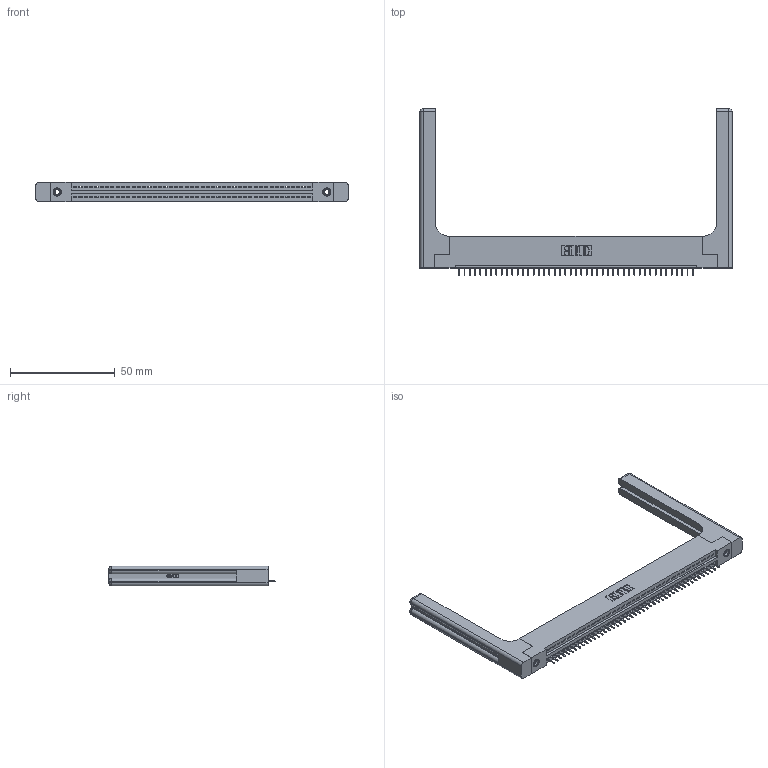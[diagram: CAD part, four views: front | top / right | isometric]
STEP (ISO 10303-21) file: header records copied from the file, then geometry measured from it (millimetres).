
FILE_DESCRIPTION (( 'STEP AP203' ), '1' );
FILE_NAME ('345-045-525-158.STEP', '2020-09-19T22:57:24', ( '' ), ( '' ), 'SwSTEP 2.0', 'SolidWorks 2020', '' );
FILE_SCHEMA (( 'CONFIG_CONTROL_DESIGN' ));
Length unit declared in the file: inch
Products named in the file (5): 345 Part_Flush Mounting Lugs - 0.156 Dia-TH; 345-045-525-158; 345-220-058_345-220-058; 345-292-001_345-293-125; 345-250-001_345-250-001-102
Assembly tree (50 placements, depth 2):
  345-045-525-158
    345 Part_Flush Mounting Lugs - 0.156 Dia-TH
    345-292-001_345-293-125  x45
    345-250-001_345-250-001-102  x2
    345-220-058_345-220-058  x2
Bounding box: 149.33 x 79.68 x 9.4 mm (x, y, z)
Volume: 22529 mm3; surface area: 23370.3 mm2
Topology: 50 solids, 50 shells, 3172 faces, 9107 edges, 5870 vertices
Faces by surface type: plane 2298, cylinder 814, bspline 36, cone 12, sphere 8, torus 4
Entity records: 38720 total; most frequent: CARTESIAN_POINT 7676, ORIENTED_EDGE 6452, DIRECTION 5648, EDGE_CURVE 3226, VECTOR 2826, LINE 2826, VERTEX_POINT 2138, AXIS2_PLACEMENT_3D 1411
